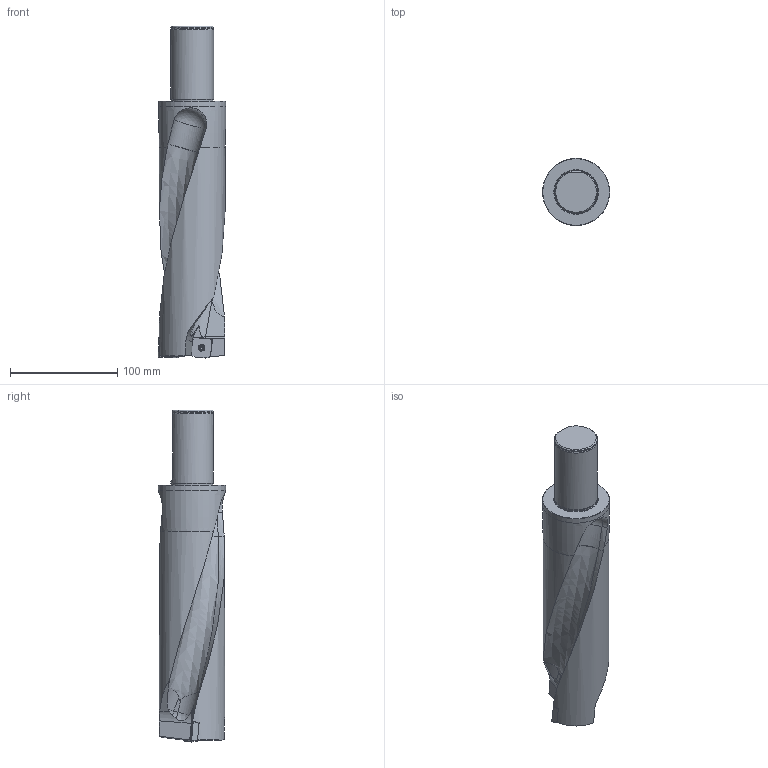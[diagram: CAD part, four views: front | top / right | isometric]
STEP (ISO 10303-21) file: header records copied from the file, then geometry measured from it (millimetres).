
FILE_DESCRIPTION(/* description */ (''),/* implementation_level */ '2;1');
FILE_NAME(/* name */ 'toolassembly_1.stp',/* time_stamp */ '2020-07-08T06:48:51+02:00',/* author */ (''),/* organization */ ('SMS'),/* preprocessor_version */ 'ST-DEVELOPER v16.7',/* originating_system */ 'SIEMENS PLM Software NX 12.0',/* authorisation */ '');
FILE_SCHEMA (('AUTOMOTIVE_DESIGN { 1 0 10303 214 3 1 1 1 }'));
Length unit declared in the file: millimetre
Products named in the file (5): CUT_20200708064205; CUT_20200708064202; NOCUT_20200708064153; ASSEMBLY_CONSTRUCTION; TOOLASSEMBLY_1
Assembly tree (4 placements, depth 2):
  TOOLASSEMBLY_1
    ASSEMBLY_CONSTRUCTION
    NOCUT_20200708064153
    CUT_20200708064202
    CUT_20200708064205
Bounding box: 62.76 x 62.5 x 308.98 mm (x, y, z)
Volume: 529196.9 mm3; surface area: 69171.8 mm2
Topology: 3 solids, 3 shells, 246 faces, 658 edges, 425 vertices
Faces by surface type: plane 94, cylinder 60, cone 24, extrusion 24, bspline 22, torus 12, sphere 9, revolution 1
Full cylindrical faces by diameter (mm): 3.5 x2, 4.7 x2, 5.7 x2, 39.5 x1, 39.992 x1, 62.5 x1
Entity records: 11893 total; most frequent: CARTESIAN_POINT 5894, ORIENTED_EDGE 1214, DIRECTION 1169, EDGE_CURVE 607, AXIS2_PLACEMENT_3D 459, VERTEX_POINT 403, EDGE_LOOP 284, VECTOR 250
